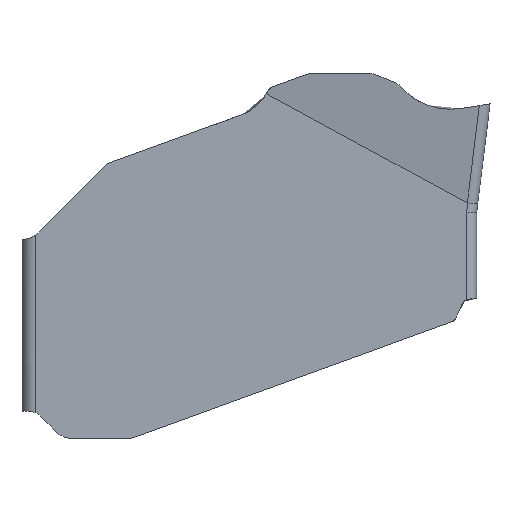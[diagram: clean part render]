
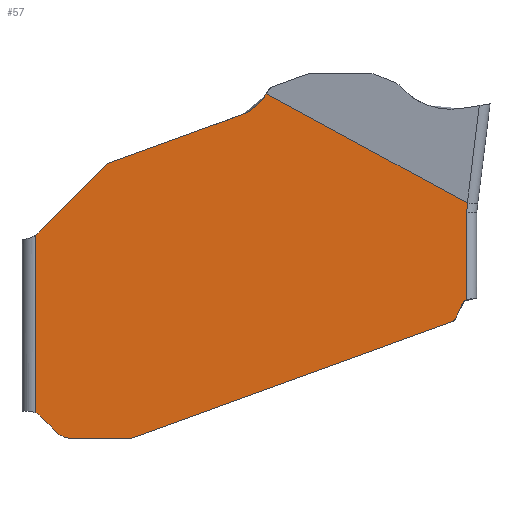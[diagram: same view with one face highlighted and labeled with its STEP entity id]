
A CAD part, left-side view. The second image highlights one B-rep face of the part: STEP entity #57.
In plain terms, the highlighted planar face has unit normal (-1, 0, 0).
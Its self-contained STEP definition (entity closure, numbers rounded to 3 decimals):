
#57=ADVANCED_FACE('',(#112),#95,.F.);
#95=PLANE('',#797);
#112=FACE_OUTER_BOUND('',#150,.T.);
#150=EDGE_LOOP('',(#232,#233,#234,#235,#236,#237,#238,#239,#240,#241,#242,
#243,#244,#245,#246,#247,#248));
#191=CIRCLE('',#793,0.25);
#192=CIRCLE('',#794,0.5);
#193=CIRCLE('',#795,0.6);
#194=CIRCLE('',#796,0.25);
#200=ELLIPSE('',#792,2.954,0.3);
#232=ORIENTED_EDGE('',*,*,#514,.T.);
#233=ORIENTED_EDGE('',*,*,#515,.T.);
#234=ORIENTED_EDGE('',*,*,#516,.T.);
#235=ORIENTED_EDGE('',*,*,#517,.T.);
#236=ORIENTED_EDGE('',*,*,#518,.T.);
#237=ORIENTED_EDGE('',*,*,#519,.T.);
#238=ORIENTED_EDGE('',*,*,#520,.T.);
#239=ORIENTED_EDGE('',*,*,#521,.T.);
#240=ORIENTED_EDGE('',*,*,#522,.T.);
#241=ORIENTED_EDGE('',*,*,#523,.T.);
#242=ORIENTED_EDGE('',*,*,#524,.T.);
#243=ORIENTED_EDGE('',*,*,#525,.T.);
#244=ORIENTED_EDGE('',*,*,#526,.T.);
#245=ORIENTED_EDGE('',*,*,#527,.T.);
#246=ORIENTED_EDGE('',*,*,#528,.T.);
#247=ORIENTED_EDGE('',*,*,#529,.T.);
#248=ORIENTED_EDGE('',*,*,#530,.T.);
#444=VERTEX_POINT('',#1242);
#445=VERTEX_POINT('',#1243);
#446=VERTEX_POINT('',#1245);
#447=VERTEX_POINT('',#1247);
#448=VERTEX_POINT('',#1249);
#449=VERTEX_POINT('',#1263);
#450=VERTEX_POINT('',#1265);
#451=VERTEX_POINT('',#1267);
#452=VERTEX_POINT('',#1289);
#453=VERTEX_POINT('',#1291);
#454=VERTEX_POINT('',#1293);
#455=VERTEX_POINT('',#1295);
#456=VERTEX_POINT('',#1297);
#457=VERTEX_POINT('',#1299);
#458=VERTEX_POINT('',#1301);
#459=VERTEX_POINT('',#1303);
#460=VERTEX_POINT('',#1310);
#514=EDGE_CURVE('',#444,#445,#611,.T.);
#515=EDGE_CURVE('',#445,#446,#612,.T.);
#516=EDGE_CURVE('',#446,#447,#200,.T.);
#517=EDGE_CURVE('',#447,#448,#613,.T.);
#518=EDGE_CURVE('',#448,#449,#732,.T.);
#519=EDGE_CURVE('',#449,#450,#614,.T.);
#520=EDGE_CURVE('',#450,#451,#191,.T.);
#521=EDGE_CURVE('',#451,#452,#733,.T.);
#522=EDGE_CURVE('',#452,#453,#615,.T.);
#523=EDGE_CURVE('',#453,#454,#192,.T.);
#524=EDGE_CURVE('',#454,#455,#616,.T.);
#525=EDGE_CURVE('',#455,#456,#193,.T.);
#526=EDGE_CURVE('',#456,#457,#617,.T.);
#527=EDGE_CURVE('',#457,#458,#194,.T.);
#528=EDGE_CURVE('',#458,#459,#618,.T.);
#529=EDGE_CURVE('',#459,#460,#734,.T.);
#530=EDGE_CURVE('',#460,#444,#735,.T.);
#611=LINE('',#1241,#670);
#612=LINE('',#1244,#671);
#613=LINE('',#1248,#672);
#614=LINE('',#1264,#673);
#615=LINE('',#1290,#674);
#616=LINE('',#1294,#675);
#617=LINE('',#1298,#676);
#618=LINE('',#1302,#677);
#670=VECTOR('',#875,1.);
#671=VECTOR('',#876,1.);
#672=VECTOR('',#879,1.);
#673=VECTOR('',#880,1.);
#674=VECTOR('',#883,1.);
#675=VECTOR('',#886,1.);
#676=VECTOR('',#889,1.);
#677=VECTOR('',#892,1.);
#732=B_SPLINE_CURVE_WITH_KNOTS('',3,(#1250,#1251,#1252,#1253,#1254,#1255,
#1256,#1257,#1258,#1259,#1260,#1261,#1262),.UNSPECIFIED.,.F.,.F.,(4,3,3,
3,4),(0.,0.172,0.387,0.693,1.),
 .UNSPECIFIED.);
#733=B_SPLINE_CURVE_WITH_KNOTS('',3,(#1268,#1269,#1270,#1271,#1272,#1273,
#1274,#1275,#1276,#1277,#1278,#1279,#1280,#1281,#1282,#1283,#1284,#1285,
#1286,#1287,#1288),.UNSPECIFIED.,.F.,.F.,(4,1,1,1,1,1,1,1,1,1,1,1,1,1,1,
1,2,4),(0.,0.064,0.182,0.299,0.329,
0.343,0.347,0.351,0.358,
0.373,0.387,0.395,0.402,
0.404,0.406,0.409,0.417,
1.),.UNSPECIFIED.);
#734=B_SPLINE_CURVE_WITH_KNOTS('',3,(#1304,#1305,#1306,#1307,#1308,#1309),
 .UNSPECIFIED.,.F.,.F.,(4,2,4),(0.,0.5,1.),.UNSPECIFIED.);
#735=B_SPLINE_CURVE_WITH_KNOTS('',3,(#1311,#1312,#1313,#1314,#1315,#1316,
#1317,#1318,#1319,#1320,#1321,#1322,#1323,#1324,#1325,#1326),
 .UNSPECIFIED.,.F.,.F.,(4,3,3,3,3,4),(0.,0.339,0.677,
0.825,0.975,1.),.UNSPECIFIED.);
#792=AXIS2_PLACEMENT_3D('',#1246,#877,#878);
#793=AXIS2_PLACEMENT_3D('',#1266,#881,#882);
#794=AXIS2_PLACEMENT_3D('',#1292,#884,#885);
#795=AXIS2_PLACEMENT_3D('',#1296,#887,#888);
#796=AXIS2_PLACEMENT_3D('',#1300,#890,#891);
#797=AXIS2_PLACEMENT_3D('',#1327,#893,#894);
#875=DIRECTION('',(0.,0.,1.));
#876=DIRECTION('',(0.,-0.122,0.993));
#877=DIRECTION('',(1.,0.,0.));
#878=DIRECTION('',(0.,-0.122,0.993));
#879=DIRECTION('',(0.,0.879,0.478));
#880=DIRECTION('',(0.,0.94,-0.342));
#881=DIRECTION('',(-1.,0.,0.));
#882=DIRECTION('',(0.,0.,-1.));
#883=DIRECTION('',(0.,0.,-1.));
#884=DIRECTION('',(1.,0.,0.));
#885=DIRECTION('',(0.,0.,-1.));
#886=DIRECTION('',(0.,-0.707,-0.707));
#887=DIRECTION('',(-1.,0.,0.));
#888=DIRECTION('',(0.,0.,-1.));
#889=DIRECTION('',(0.,-1.,0.));
#890=DIRECTION('',(-1.,0.,0.));
#891=DIRECTION('',(0.,0.,-1.));
#892=DIRECTION('',(0.,-0.94,0.342));
#893=DIRECTION('',(1.,0.,0.));
#894=DIRECTION('',(0.,0.,-1.));
#1241=CARTESIAN_POINT('',(-2.7,-6.3,0.));
#1242=CARTESIAN_POINT('',(-2.7,-6.3,-5.857));
#1243=CARTESIAN_POINT('',(-2.7,-6.3,-3.239));
#1244=CARTESIAN_POINT('',(-2.7,-6.598,-0.81));
#1245=CARTESIAN_POINT('',(-2.7,-6.333,-2.97));
#1246=CARTESIAN_POINT('',(-2.7,-6.693,-0.038));
#1247=CARTESIAN_POINT('',(-2.7,-6.321,-2.966));
#1248=CARTESIAN_POINT('',(-2.7,-0.197,0.363));
#1249=CARTESIAN_POINT('',(-2.7,-0.311,0.301));
#1250=CARTESIAN_POINT('',(-2.7,-0.311,0.301));
#1251=CARTESIAN_POINT('',(-2.7,-0.242,0.186));
#1252=CARTESIAN_POINT('',(-2.7,-0.157,0.08));
#1253=CARTESIAN_POINT('',(-2.7,-0.061,-0.012));
#1254=CARTESIAN_POINT('',(-2.7,0.06,-0.128));
#1255=CARTESIAN_POINT('',(-2.7,0.203,-0.224));
#1256=CARTESIAN_POINT('',(-2.7,0.355,-0.293));
#1257=CARTESIAN_POINT('',(-2.7,0.574,-0.393));
#1258=CARTESIAN_POINT('',(-2.7,0.806,-0.462));
#1259=CARTESIAN_POINT('',(-2.7,1.032,-0.544));
#1260=CARTESIAN_POINT('',(-2.7,1.259,-0.627));
#1261=CARTESIAN_POINT('',(-2.7,1.485,-0.709));
#1262=CARTESIAN_POINT('',(-2.7,1.712,-0.792));
#1263=CARTESIAN_POINT('',(-2.7,1.712,-0.792));
#1264=CARTESIAN_POINT('',(-2.7,-0.054,-0.149));
#1265=CARTESIAN_POINT('',(-2.7,4.375,-1.761));
#1266=CARTESIAN_POINT('',(-2.7,4.289,-1.996));
#1267=CARTESIAN_POINT('',(-2.7,4.466,-1.819));
#1268=CARTESIAN_POINT('',(-2.7,4.466,-1.819));
#1269=CARTESIAN_POINT('',(-2.7,4.591,-1.944));
#1270=CARTESIAN_POINT('',(-2.7,4.944,-2.297));
#1271=CARTESIAN_POINT('',(-2.7,5.524,-2.877));
#1272=CARTESIAN_POINT('',(-2.7,6.037,-3.39));
#1273=CARTESIAN_POINT('',(-2.7,6.35,-3.703));
#1274=CARTESIAN_POINT('',(-2.7,6.442,-3.795));
#1275=CARTESIAN_POINT('',(-2.7,6.485,-3.838));
#1276=CARTESIAN_POINT('',(-2.7,6.514,-3.865));
#1277=CARTESIAN_POINT('',(-2.7,6.568,-3.91));
#1278=CARTESIAN_POINT('',(-2.7,6.653,-3.965));
#1279=CARTESIAN_POINT('',(-2.7,6.746,-4.007));
#1280=CARTESIAN_POINT('',(-2.7,6.823,-4.032));
#1281=CARTESIAN_POINT('',(-2.7,6.867,-4.042));
#1282=CARTESIAN_POINT('',(-2.7,6.896,-4.048));
#1283=CARTESIAN_POINT('',(-2.7,6.916,-4.051));
#1284=CARTESIAN_POINT('',(-2.7,6.95,-4.057));
#1285=CARTESIAN_POINT('',(-2.7,6.98,-4.063));
#1286=CARTESIAN_POINT('',(-2.7,8.576,-4.344));
#1287=CARTESIAN_POINT('',(-2.7,10.152,-4.622));
#1288=CARTESIAN_POINT('',(-2.7,11.727,-4.9));
#1289=CARTESIAN_POINT('',(-2.7,6.6,-3.929));
#1290=CARTESIAN_POINT('',(-2.7,6.6,-11.5));
#1291=CARTESIAN_POINT('',(-2.7,6.6,-9.242));
#1292=CARTESIAN_POINT('',(-2.7,6.8,-9.7));
#1293=CARTESIAN_POINT('',(-2.7,6.446,-9.346));
#1294=CARTESIAN_POINT('',(-2.7,7.896,-7.896));
#1295=CARTESIAN_POINT('',(-2.7,5.969,-9.824));
#1296=CARTESIAN_POINT('',(-2.7,5.544,-9.4));
#1297=CARTESIAN_POINT('',(-2.7,5.544,-10.));
#1298=CARTESIAN_POINT('',(-2.7,0.,-10.));
#1299=CARTESIAN_POINT('',(-2.7,3.749,-10.));
#1300=CARTESIAN_POINT('',(-2.7,3.749,-9.75));
#1301=CARTESIAN_POINT('',(-2.7,3.664,-9.985));
#1302=CARTESIAN_POINT('',(-2.7,-2.781,-7.639));
#1303=CARTESIAN_POINT('',(-2.7,-5.854,-6.521));
#1304=CARTESIAN_POINT('',(-2.7,-5.854,-6.521));
#1305=CARTESIAN_POINT('',(-2.7,-5.88,-6.511));
#1306=CARTESIAN_POINT('',(-2.7,-5.903,-6.497));
#1307=CARTESIAN_POINT('',(-2.7,-5.943,-6.461));
#1308=CARTESIAN_POINT('',(-2.7,-5.96,-6.439));
#1309=CARTESIAN_POINT('',(-2.7,-5.971,-6.414));
#1310=CARTESIAN_POINT('',(-2.7,-5.971,-6.414));
#1311=CARTESIAN_POINT('',(-2.7,-5.971,-6.414));
#1312=CARTESIAN_POINT('',(-2.7,-6.003,-6.347));
#1313=CARTESIAN_POINT('',(-2.7,-6.034,-6.279));
#1314=CARTESIAN_POINT('',(-2.7,-6.066,-6.212));
#1315=CARTESIAN_POINT('',(-2.7,-6.097,-6.144));
#1316=CARTESIAN_POINT('',(-2.7,-6.129,-6.077));
#1317=CARTESIAN_POINT('',(-2.7,-6.16,-6.009));
#1318=CARTESIAN_POINT('',(-2.7,-6.174,-5.98));
#1319=CARTESIAN_POINT('',(-2.7,-6.188,-5.95));
#1320=CARTESIAN_POINT('',(-2.7,-6.208,-5.925));
#1321=CARTESIAN_POINT('',(-2.7,-6.229,-5.9));
#1322=CARTESIAN_POINT('',(-2.7,-6.256,-5.879));
#1323=CARTESIAN_POINT('',(-2.7,-6.285,-5.864));
#1324=CARTESIAN_POINT('',(-2.7,-6.29,-5.861));
#1325=CARTESIAN_POINT('',(-2.7,-6.295,-5.859));
#1326=CARTESIAN_POINT('',(-2.7,-6.3,-5.857));
#1327=CARTESIAN_POINT('',(-2.7,0.,0.));
